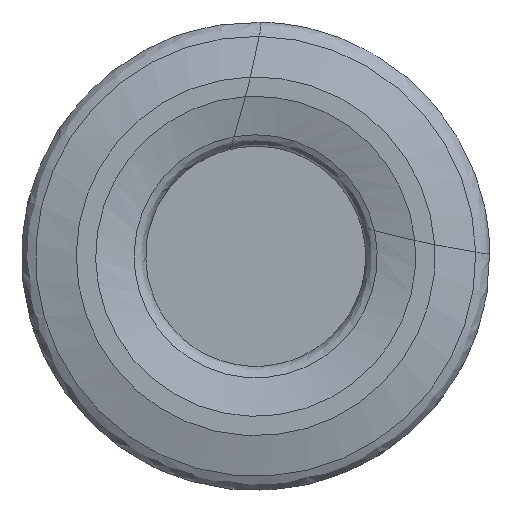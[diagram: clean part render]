
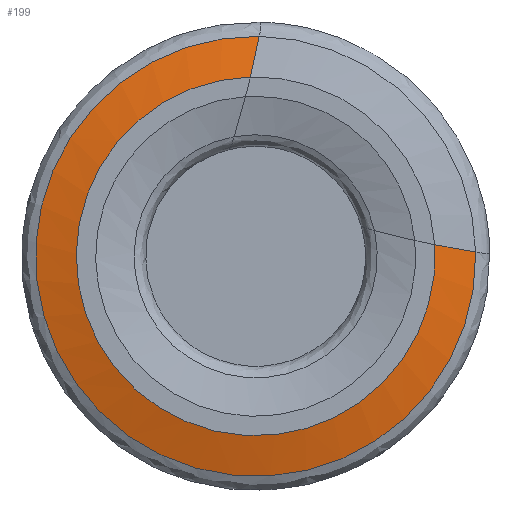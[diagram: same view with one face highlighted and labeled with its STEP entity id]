
A CAD part, left-side view. The second image highlights one B-rep face of the part: STEP entity #199.
In plain terms, the highlighted free-form (B-spline) face has degree [1, 3] with [2, 7] control points.
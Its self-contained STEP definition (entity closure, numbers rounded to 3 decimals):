
#32=(
BOUNDED_SURFACE()
B_SPLINE_SURFACE(1,3,((#1159,#1160,#1161,#1162,#1163,#1164,#1165),(#1166,
#1167,#1168,#1169,#1170,#1171,#1172)),.UNSPECIFIED.,.F.,.F.,.F.)
B_SPLINE_SURFACE_WITH_KNOTS((2,2),(4,3,4),(0.,1.),(0.,0.5,1.),
 .UNSPECIFIED.)
GEOMETRIC_REPRESENTATION_ITEM()
RATIONAL_B_SPLINE_SURFACE(((1.,0.583,0.583,1.,0.583,
0.583,1.),(1.,0.583,0.583,1.,0.583,
0.583,1.)))
REPRESENTATION_ITEM('')
SURFACE()
);
#56=LINE('',#1157,#74);
#57=LINE('',#1158,#75);
#74=VECTOR('',#948,1.);
#75=VECTOR('',#949,1.);
#114=FACE_OUTER_BOUND('',#350,.T.);
#199=ADVANCED_FACE('',(#114),#32,.F.);
#350=EDGE_LOOP('',(#440,#441,#442,#443));
#440=ORIENTED_EDGE('',*,*,#618,.F.);
#441=ORIENTED_EDGE('',*,*,#619,.F.);
#442=ORIENTED_EDGE('',*,*,#616,.T.);
#443=ORIENTED_EDGE('',*,*,#620,.F.);
#559=VERTEX_POINT('',#1144);
#561=VERTEX_POINT('',#1148);
#562=VERTEX_POINT('',#1155);
#563=VERTEX_POINT('',#1156);
#616=EDGE_CURVE('',#561,#559,#692,.T.);
#618=EDGE_CURVE('',#562,#563,#694,.T.);
#619=EDGE_CURVE('',#561,#562,#56,.T.);
#620=EDGE_CURVE('',#563,#559,#57,.T.);
#692=CIRCLE('',#782,15.313);
#694=CIRCLE('',#785,18.779);
#782=AXIS2_PLACEMENT_3D('',#1151,#940,#941);
#785=AXIS2_PLACEMENT_3D('',#1154,#946,#947);
#940=DIRECTION('',(1.,0.,0.));
#941=DIRECTION('',(0.,-0.998,0.065));
#946=DIRECTION('',(1.,0.,0.));
#947=DIRECTION('',(0.,-1.,0.019));
#948=DIRECTION('',(0.24,-0.955,-0.173));
#949=DIRECTION('',(-0.24,0.206,-0.949));
#1144=CARTESIAN_POINT('',(0.,0.453,15.306));
#1148=CARTESIAN_POINT('',(0.,-15.281,0.99));
#1151=CARTESIAN_POINT('',(0.,0.,0.));
#1154=CARTESIAN_POINT('',(0.879,0.,0.));
#1155=CARTESIAN_POINT('',(0.879,-18.776,0.358));
#1156=CARTESIAN_POINT('',(0.879,-0.302,18.777));
#1157=CARTESIAN_POINT('',(0.,-15.281,0.99));
#1158=CARTESIAN_POINT('',(0.,0.453,15.306));
#1159=CARTESIAN_POINT('',(0.,-15.281,0.99));
#1160=CARTESIAN_POINT('',(0.,-16.331,-15.211));
#1161=CARTESIAN_POINT('',(0.,-1.703,-22.252));
#1162=CARTESIAN_POINT('',(0.,10.305,-11.326));
#1163=CARTESIAN_POINT('',(0.,22.314,-0.4));
#1164=CARTESIAN_POINT('',(0.,16.681,14.826));
#1165=CARTESIAN_POINT('',(0.,0.453,15.306));
#1166=CARTESIAN_POINT('',(0.879,-18.776,0.358));
#1167=CARTESIAN_POINT('',(0.879,-19.155,-19.548));
#1168=CARTESIAN_POINT('',(0.879,-0.84,-27.356));
#1169=CARTESIAN_POINT('',(0.879,13.259,-13.299));
#1170=CARTESIAN_POINT('',(0.879,27.358,0.759));
#1171=CARTESIAN_POINT('',(0.879,19.605,19.097));
#1172=CARTESIAN_POINT('',(0.879,-0.302,18.777));
